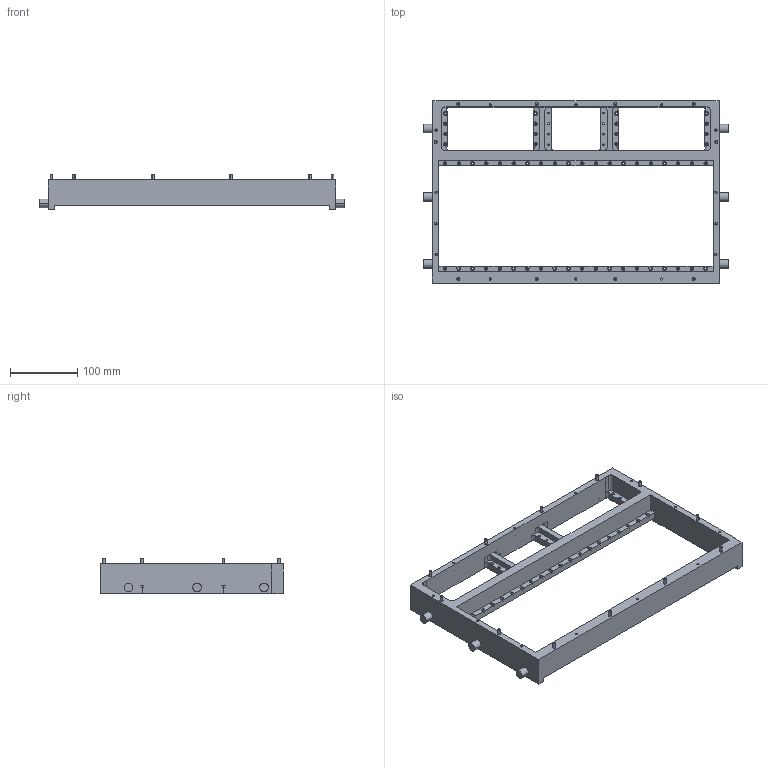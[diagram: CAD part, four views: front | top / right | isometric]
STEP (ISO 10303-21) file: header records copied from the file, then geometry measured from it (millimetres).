
FILE_DESCRIPTION (( 'STEP AP214' ), '1' );
FILE_NAME ('INGUN_114053.STEP', '2022-10-20T11:31:04', ( '' ), ( '' ), 'SwSTEP 2.0', 'SolidWorks 2021', '' );
FILE_SCHEMA (( 'AUTOMOTIVE_DESIGN' ));
Length unit declared in the file: millimetre
Products named in the file (3): 32610~1_S; INGUN_114053; DIN912~n_M04,0x040
Assembly tree (13 placements, depth 2):
  INGUN_114053
    32610~1_S
    DIN912~n_M04,0x040  x12
Bounding box: 452.32 x 270.56 x 52.7 mm (x, y, z)
Volume: 996809.4 mm3; surface area: 234338.9 mm2
Topology: 13 solids, 13 shells, 879 faces, 2267 edges, 1475 vertices
Faces by surface type: cylinder 584, plane 223, cone 72
Entity records: 18292 total; most frequent: DIRECTION 3330, CARTESIAN_POINT 3007, ORIENTED_EDGE 2924, EDGE_CURVE 1462, AXIS2_PLACEMENT_3D 1292, VERTEX_POINT 969, EDGE_LOOP 785, VECTOR 746
